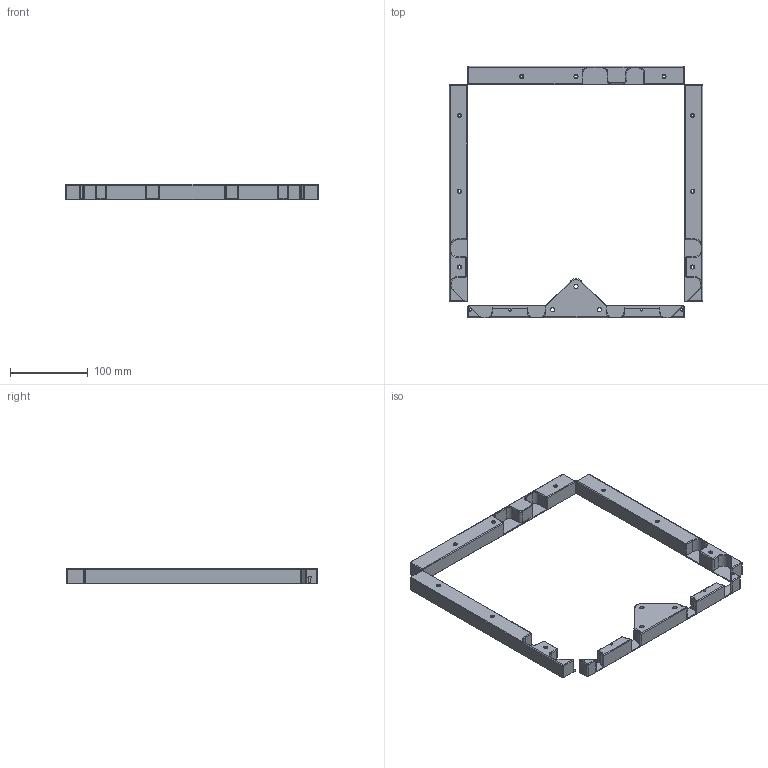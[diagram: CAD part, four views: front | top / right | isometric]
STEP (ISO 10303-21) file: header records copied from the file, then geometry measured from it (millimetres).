
FILE_DESCRIPTION(/* description */ (''),/* implementation_level */ '2;1');
FILE_NAME(/* name */ 'K3_Bottom_Seal.step',/* time_stamp */ '2024-04-01T12:01:39-05:00',/* author */ (''),/* organization */ (''),/* preprocessor_version */ 'ST-DEVELOPER v20',/* originating_system */ 'Autodesk Translation Framework v12.20.1.177',/* authorisation */ '');
FILE_SCHEMA (('AUTOMOTIVE_DESIGN { 1 0 10303 214 3 1 1 }'));
Length unit declared in the file: millimetre
Products named in the file (1): K3_Bottom_Seal
Bounding box: 326 x 323 x 19.8 mm (x, y, z)
Volume: 405841.1 mm3; surface area: 103106.8 mm2
Topology: 4 solids, 4 shells, 523 faces, 1282 edges, 761 vertices
Faces by surface type: plane 286, cylinder 143, cone 33, torus 29, sphere 28, bspline 4
Full cylindrical faces by diameter (mm): 3.3 x13, 5.3 x3, 6.5 x11, 10 x3
Entity records: 15291 total; most frequent: DIRECTION 2799, CARTESIAN_POINT 2611, ORIENTED_EDGE 2564, EDGE_CURVE 1282, AXIS2_PLACEMENT_3D 1001, LINE 797, VECTOR 797, VERTEX_POINT 761
